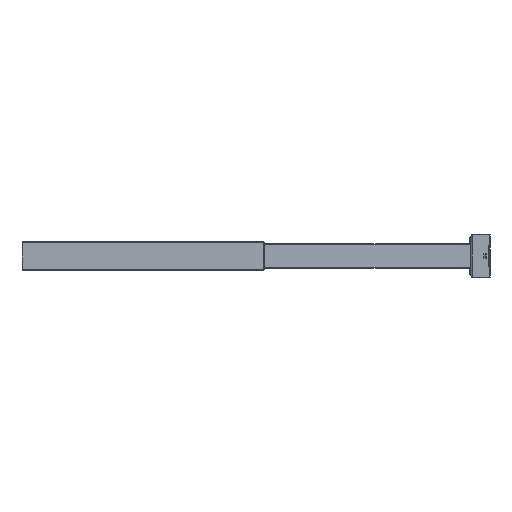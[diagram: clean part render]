
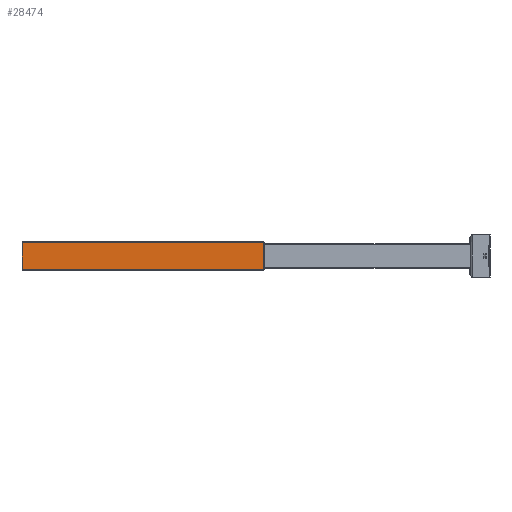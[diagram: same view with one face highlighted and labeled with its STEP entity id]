
A CAD part, left-side view. The second image highlights one B-rep face of the part: STEP entity #28474.
In plain terms, the highlighted planar face has unit normal (-1, 0, 0).
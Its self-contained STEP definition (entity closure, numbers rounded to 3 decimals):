
#5722 = LINE ( 'NONE', #8059, #5723 ) ;
#5723 = VECTOR ( 'NONE', #8067, 1000. ) ;
#5724 = LINE ( 'NONE', #8393, #5727 ) ;
#5725 = LINE ( 'NONE', #8645, #5737 ) ;
#5727 = VECTOR ( 'NONE', #8429, 1000. ) ;
#5737 = VECTOR ( 'NONE', #8639, 1000. ) ;
#5775 = LINE ( 'NONE', #8236, #5776 ) ;
#5776 = VECTOR ( 'NONE', #8229, 1000. ) ;
#8059 = CARTESIAN_POINT ( 'NONE',  ( -35., 590., 32. ) ) ;
#8067 = DIRECTION ( 'NONE',  ( 0., -1., 0. ) ) ;
#8229 = DIRECTION ( 'NONE',  ( 0., 1., 0. ) ) ;
#8236 = CARTESIAN_POINT ( 'NONE',  ( -35., 590., -32. ) ) ;
#8393 = CARTESIAN_POINT ( 'NONE',  ( -35., 0., 35. ) ) ;
#8429 = DIRECTION ( 'NONE',  ( 0., 0., -1. ) ) ;
#8639 = DIRECTION ( 'NONE',  ( 0., 0., 1. ) ) ;
#8645 = CARTESIAN_POINT ( 'NONE',  ( -35., 590., 35. ) ) ;
#11862 = CARTESIAN_POINT ( 'NONE',  ( -35., 0., -32. ) ) ;
#11885 = CARTESIAN_POINT ( 'NONE',  ( -35., 590., -32. ) ) ;
#12757 = CARTESIAN_POINT ( 'NONE',  ( -35., 590., 32. ) ) ;
#12893 = CARTESIAN_POINT ( 'NONE',  ( -35., 0., 32. ) ) ;
#19323 = EDGE_LOOP ( 'NONE', ( #20344, #19933, #19353, #20305 ) ) ;
#19353 = ORIENTED_EDGE ( 'NONE', *, *, #26949, .F. ) ;
#19933 = ORIENTED_EDGE ( 'NONE', *, *, #26921, .F. ) ;
#20305 = ORIENTED_EDGE ( 'NONE', *, *, #26905, .F. ) ;
#20344 = ORIENTED_EDGE ( 'NONE', *, *, #26897, .F. ) ;
#26897 = EDGE_CURVE ( 'NONE', #47012, #47170, #5722, .T. ) ;
#26905 = EDGE_CURVE ( 'NONE', #47170, #49978, #5724, .T. ) ;
#26921 = EDGE_CURVE ( 'NONE', #50001, #47012, #5725, .T. ) ;
#26949 = EDGE_CURVE ( 'NONE', #49978, #50001, #5775, .T. ) ;
#28474 = ADVANCED_FACE ( 'NONE', ( #36064 ), #51890, .F. ) ;
#36064 = FACE_OUTER_BOUND ( 'NONE', #19323, .T. ) ;
#36761 = AXIS2_PLACEMENT_3D ( 'NONE', #51892, #52069, #52072 ) ;
#47012 = VERTEX_POINT ( 'NONE', #12757 ) ;
#47170 = VERTEX_POINT ( 'NONE', #12893 ) ;
#49978 = VERTEX_POINT ( 'NONE', #11862 ) ;
#50001 = VERTEX_POINT ( 'NONE', #11885 ) ;
#51890 = PLANE ( 'NONE',  #36761 ) ;
#51892 = CARTESIAN_POINT ( 'NONE',  ( -35., 590., 35. ) ) ;
#52069 = DIRECTION ( 'NONE',  ( 1., 0., 0. ) ) ;
#52072 = DIRECTION ( 'NONE',  ( 0., 0., -1. ) ) ;
